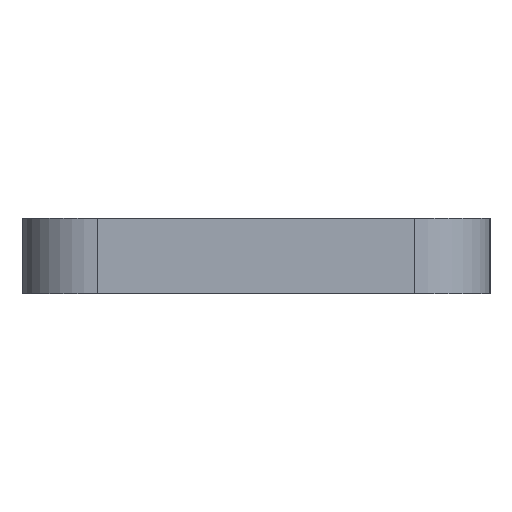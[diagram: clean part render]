
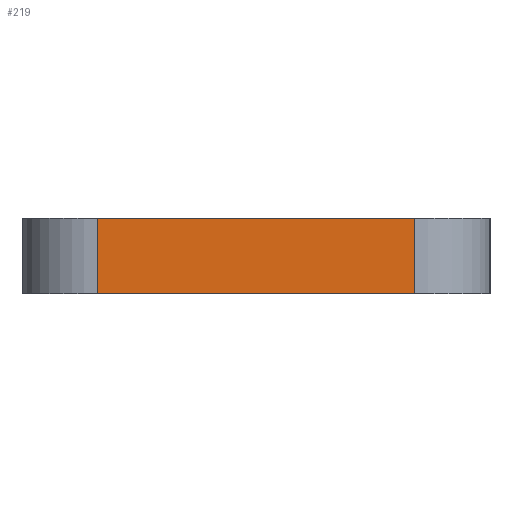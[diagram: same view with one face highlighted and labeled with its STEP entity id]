
A CAD part, left-side view. The second image highlights one B-rep face of the part: STEP entity #219.
In plain terms, the highlighted planar face has unit normal (-1, 0, 0).
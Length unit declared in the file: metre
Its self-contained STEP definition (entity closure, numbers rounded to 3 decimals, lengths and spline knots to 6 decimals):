
#24=LINE('',#372,#40);
#25=LINE('',#376,#41);
#26=LINE('',#378,#42);
#27=LINE('',#382,#43);
#40=VECTOR('',#307,1.);
#41=VECTOR('',#312,1.);
#42=VECTOR('',#315,1.);
#43=VECTOR('',#320,1.);
#49=PLANE('',#256);
#102=ORIENTED_EDGE('',*,*,#130,.T.);
#103=ORIENTED_EDGE('',*,*,#128,.F.);
#104=ORIENTED_EDGE('',*,*,#131,.F.);
#105=ORIENTED_EDGE('',*,*,#133,.T.);
#128=EDGE_CURVE('',#151,#150,#24,.T.);
#130=EDGE_CURVE('',#152,#150,#25,.T.);
#131=EDGE_CURVE('',#153,#151,#26,.T.);
#133=EDGE_CURVE('',#153,#152,#27,.T.);
#150=VERTEX_POINT('',#369);
#151=VERTEX_POINT('',#371);
#152=VERTEX_POINT('',#375);
#153=VERTEX_POINT('',#379);
#183=EDGE_LOOP('',(#102,#103,#104,#105));
#201=FACE_BOUND('',#183,.T.);
#219=ADVANCED_FACE('',(#201),#49,.F.);
#256=AXIS2_PLACEMENT_3D('',#383,#321,#322);
#307=DIRECTION('',(0.,-1.,0.));
#312=DIRECTION('',(0.,0.,1.));
#315=DIRECTION('',(0.,0.,1.));
#320=DIRECTION('',(0.,-1.,0.));
#321=DIRECTION('',(1.,0.,0.));
#322=DIRECTION('',(0.,-1.,0.));
#369=CARTESIAN_POINT('',(-0.0632,0.002,0.025));
#371=CARTESIAN_POINT('',(-0.0632,0.0104,0.025));
#372=CARTESIAN_POINT('',(-0.0632,0.0124,0.025));
#375=CARTESIAN_POINT('',(-0.0632,0.002,0.023));
#376=CARTESIAN_POINT('',(-0.0632,0.002,0.023));
#378=CARTESIAN_POINT('',(-0.0632,0.0104,0.023));
#379=CARTESIAN_POINT('',(-0.0632,0.0104,0.023));
#382=CARTESIAN_POINT('',(-0.0632,0.0124,0.023));
#383=CARTESIAN_POINT('',(-0.0632,0.0124,0.));
